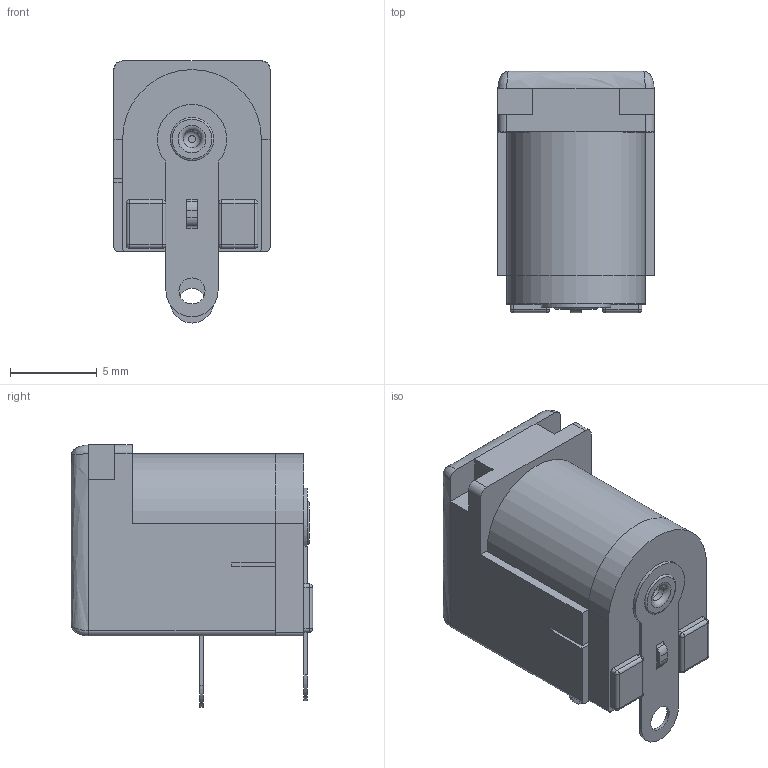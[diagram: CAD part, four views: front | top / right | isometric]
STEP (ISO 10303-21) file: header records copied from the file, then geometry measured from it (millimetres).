
FILE_DESCRIPTION(('STEP AP214'), '1');
FILE_NAME('PJ-0XXAB (CUI)', '', ('UNSPECIFIED'), ('UNSPECIFIED'), 'ASCON STEP Converter 1.6', 'ASCON Math Kernel', '');
FILE_SCHEMA(('AUTOMOTIVE_DESIGN { 1 0 10303 214 3 1 1}'));
Length unit declared in the file: millimetre
Bounding box: 9 x 13.9 x 15.1 mm (x, y, z)
Volume: 702.9 mm3; surface area: 1585.5 mm2
Topology: 5 solids, 5 shells, 211 faces, 526 edges, 316 vertices
Faces by surface type: plane 116, cylinder 62, bspline 14, torus 10, sphere 9
Full cylindrical faces by diameter (mm): 1 x1, 1.5 x2, 2 x5, 3.2 x2, 6.4 x1
Entity records: 8846 total; most frequent: CARTESIAN_POINT 2198, DIRECTION 998, ORIENTED_EDGE 986, EDGE_CURVE 493, LINE 340, VECTOR 340, AXIS2_PLACEMENT_3D 329, VERTEX_POINT 315
